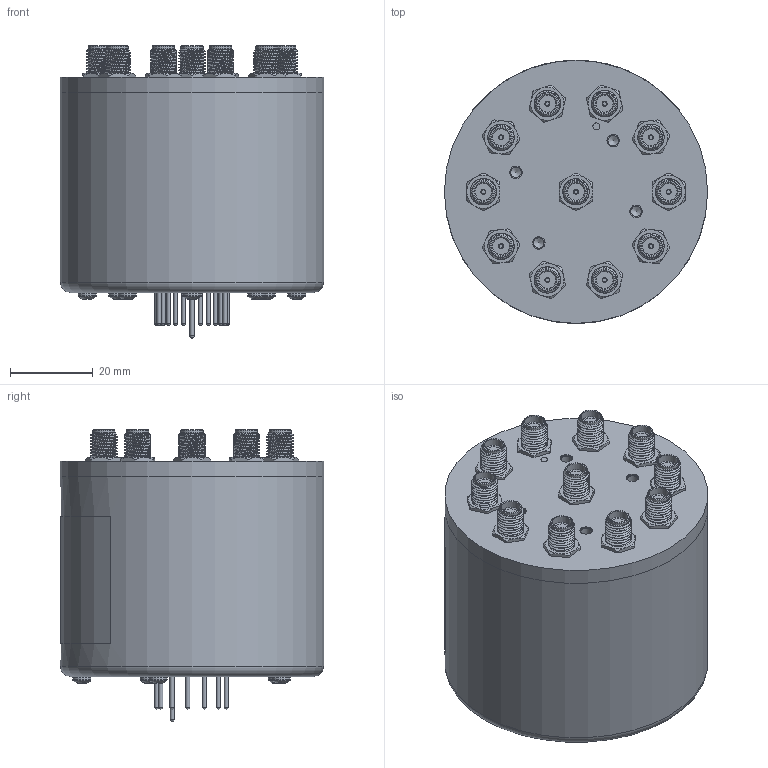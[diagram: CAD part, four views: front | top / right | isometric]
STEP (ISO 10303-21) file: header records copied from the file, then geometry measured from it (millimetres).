
FILE_DESCRIPTION (( 'STEP AP203' ), '1' );
FILE_NAME ('PE71S6076_3D.step', '2021-05-04T16:15:55', ( '' ), ( '' ), 'SwSTEP 2.0', 'SolidWorks 2020', '' );
FILE_SCHEMA (( 'CONFIG_CONTROL_DESIGN' ));
Length unit declared in the file: inch
Products named in the file (1): PE71S6076_3D
Bounding box: 63.5 x 63.5 x 70.46 mm (x, y, z)
Volume: 165140.5 mm3; surface area: 20690.6 mm2
Topology: 1 solids, 1 shells, 816 faces, 2056 edges, 1324 vertices
Faces by surface type: plane 306, cylinder 260, cone 135, torus 49, bspline 44, sphere 22
Full cylindrical faces by diameter (mm): 0.94 x11, 1.016 x14, 1.194 x11, 1.678 x1, 2.5 x4, 3 x4, 4.365 x8, 4.572 x11, 5.335 x11, 28.956 x1, 63.5 x2
Entity records: 41520 total; most frequent: CARTESIAN_POINT 24230, ORIENTED_EDGE 3530, DIRECTION 3418, EDGE_CURVE 1765, AXIS2_PLACEMENT_3D 1438, VERTEX_POINT 1225, EDGE_LOOP 1068, FACE_OUTER_BOUND 940
